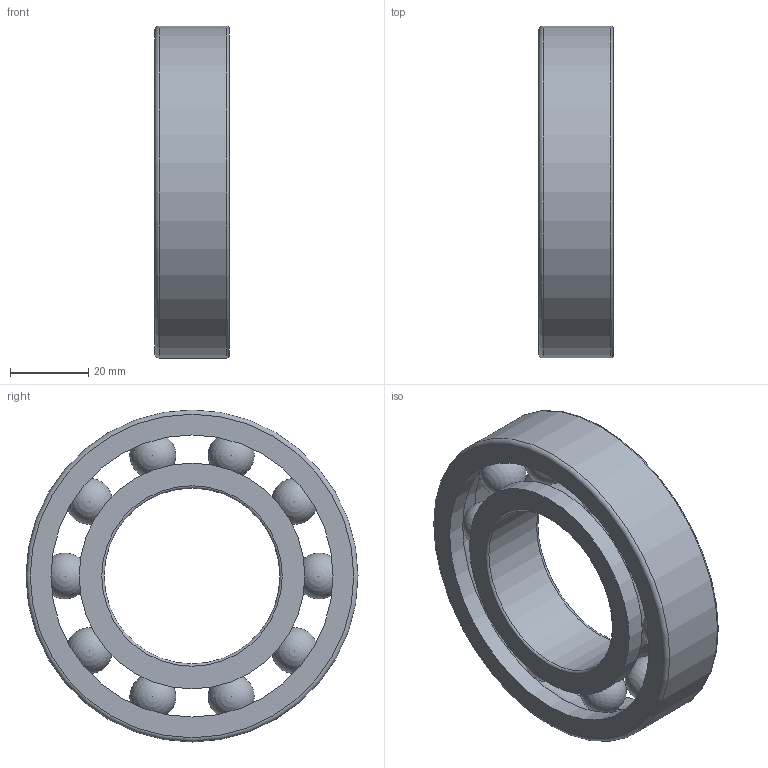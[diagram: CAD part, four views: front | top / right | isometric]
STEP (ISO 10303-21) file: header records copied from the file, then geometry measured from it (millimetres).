
FILE_DESCRIPTION(/* description */ ('STEP AP214'),/* implementation_level */ '2;1');
FILE_NAME(/* name */ '7209B',/* time_stamp */ '2025-09-23T17:23:08+02:00',/* author */ ('License CC BY-ND 4.0'),/* organization */ ('CADENAS'),/* preprocessor_version */ 'ST-DEVELOPER v19.3',/* originating_system */ 'PARTsolutions',/* authorisation */ ' ');
FILE_SCHEMA (('AUTOMOTIVE_DESIGN {1 0 10303 214 3 1 1}'));
Length unit declared in the file: millimetre
Products named in the file (4): 7209B; 7209B0 Inner ring; 7209B0 Outer ring; 7209B0 Ball
Assembly tree (12 placements, depth 2):
  7209B
    7209B0 Inner ring
    7209B0 Outer ring
    7209B0 Ball  x10
Bounding box: 19 x 85 x 85 mm (x, y, z)
Volume: 47584.8 mm3; surface area: 24652.8 mm2
Topology: 12 solids, 12 shells, 26 faces, 58 edges, 36 vertices
Faces by surface type: sphere 10, torus 6, cylinder 5, plane 4, cone 1
Full cylindrical faces by diameter (mm): 45 x1, 57.8 x2, 72.2 x1, 85 x1
Entity records: 519 total; most frequent: DIRECTION 92, CARTESIAN_POINT 63, AXIS2_PLACEMENT_3D 46, FACE_BOUND 33, ORIENTED_EDGE 32, EDGE_LOOP 32, VERTEX_POINT 17, ADVANCED_FACE 17
